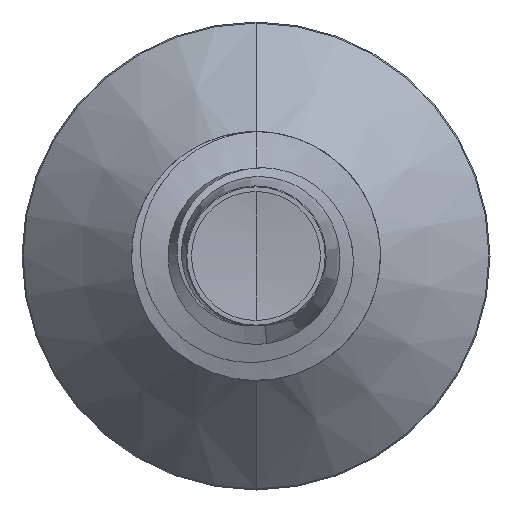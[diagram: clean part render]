
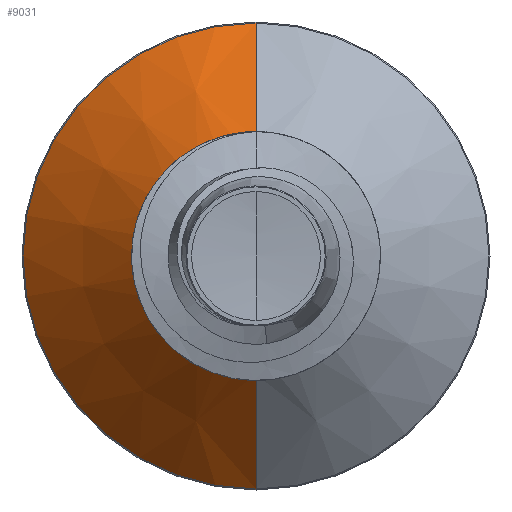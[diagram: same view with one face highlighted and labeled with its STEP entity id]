
A CAD part, front view. The second image highlights one B-rep face of the part: STEP entity #9031.
In plain terms, the highlighted conical face has half-angle 45 degrees and reference radius 1.189 mm.
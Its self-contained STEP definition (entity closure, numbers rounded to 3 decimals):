
#182 = EDGE_CURVE ( 'NONE', #8954, #7829, #784, .T. ) ;
#223 = LINE ( 'NONE', #6133, #2045 ) ;
#504 = DIRECTION ( 'NONE',  ( 0., 0., 1. ) ) ;
#521 = DIRECTION ( 'NONE',  ( 0., 1., 0. ) ) ;
#527 = CARTESIAN_POINT ( 'NONE',  ( 0., 3.289, 0. ) ) ;
#784 = LINE ( 'NONE', #12189, #11026 ) ;
#873 = CARTESIAN_POINT ( 'NONE',  ( 0., 4.439, -2.339 ) ) ;
#1530 = CARTESIAN_POINT ( 'NONE',  ( 0., 4.439, 2.339 ) ) ;
#1538 = ORIENTED_EDGE ( 'NONE', *, *, #6517, .F. ) ;
#2002 = AXIS2_PLACEMENT_3D ( 'NONE', #527, #521, #504 ) ;
#2045 = VECTOR ( 'NONE', #6160, 1000. ) ;
#2589 = VERTEX_POINT ( 'NONE', #873 ) ;
#2856 = ORIENTED_EDGE ( 'NONE', *, *, #182, .T. ) ;
#3361 = CONICAL_SURFACE ( 'NONE', #8490, 1.189, 0.785 ) ;
#3692 = FACE_OUTER_BOUND ( 'NONE', #6083, .T. ) ;
#5112 = VERTEX_POINT ( 'NONE', #12607 ) ;
#5275 = EDGE_CURVE ( 'NONE', #2589, #7829, #11270, .T. ) ;
#5330 = ORIENTED_EDGE ( 'NONE', *, *, #9398, .T. ) ;
#5774 = DIRECTION ( 'NONE',  ( 0., 0., 1. ) ) ;
#5816 = DIRECTION ( 'NONE',  ( 0., 1., 0. ) ) ;
#5919 = CARTESIAN_POINT ( 'NONE',  ( 0., 3.289, 0. ) ) ;
#6083 = EDGE_LOOP ( 'NONE', ( #1538, #5330, #2856, #11146 ) ) ;
#6133 = CARTESIAN_POINT ( 'NONE',  ( 0., 3.289, -1.189 ) ) ;
#6160 = DIRECTION ( 'NONE',  ( 0., 0.707, -0.707 ) ) ;
#6177 = CARTESIAN_POINT ( 'NONE',  ( 0., 3.289, 1.189 ) ) ;
#6517 = EDGE_CURVE ( 'NONE', #5112, #2589, #223, .T. ) ;
#7829 = VERTEX_POINT ( 'NONE', #1530 ) ;
#8490 = AXIS2_PLACEMENT_3D ( 'NONE', #5919, #5816, #5774 ) ;
#8771 = DIRECTION ( 'NONE',  ( 0., 0., 1. ) ) ;
#8791 = DIRECTION ( 'NONE',  ( 0., 1., 0. ) ) ;
#8795 = CARTESIAN_POINT ( 'NONE',  ( 0., 4.439, 0. ) ) ;
#8954 = VERTEX_POINT ( 'NONE', #6177 ) ;
#9031 = ADVANCED_FACE ( 'NONE', ( #3692 ), #3361, .T. ) ;
#9398 = EDGE_CURVE ( 'NONE', #5112, #8954, #12342, .T. ) ;
#9751 = AXIS2_PLACEMENT_3D ( 'NONE', #8795, #8791, #8771 ) ;
#10151 = DIRECTION ( 'NONE',  ( 0., 0.707, 0.707 ) ) ;
#11026 = VECTOR ( 'NONE', #10151, 1000. ) ;
#11146 = ORIENTED_EDGE ( 'NONE', *, *, #5275, .F. ) ;
#11270 = CIRCLE ( 'NONE', #9751, 2.339 ) ;
#12189 = CARTESIAN_POINT ( 'NONE',  ( 0., 3.289, 1.189 ) ) ;
#12342 = CIRCLE ( 'NONE', #2002, 1.189 ) ;
#12607 = CARTESIAN_POINT ( 'NONE',  ( 0., 3.289, -1.189 ) ) ;
